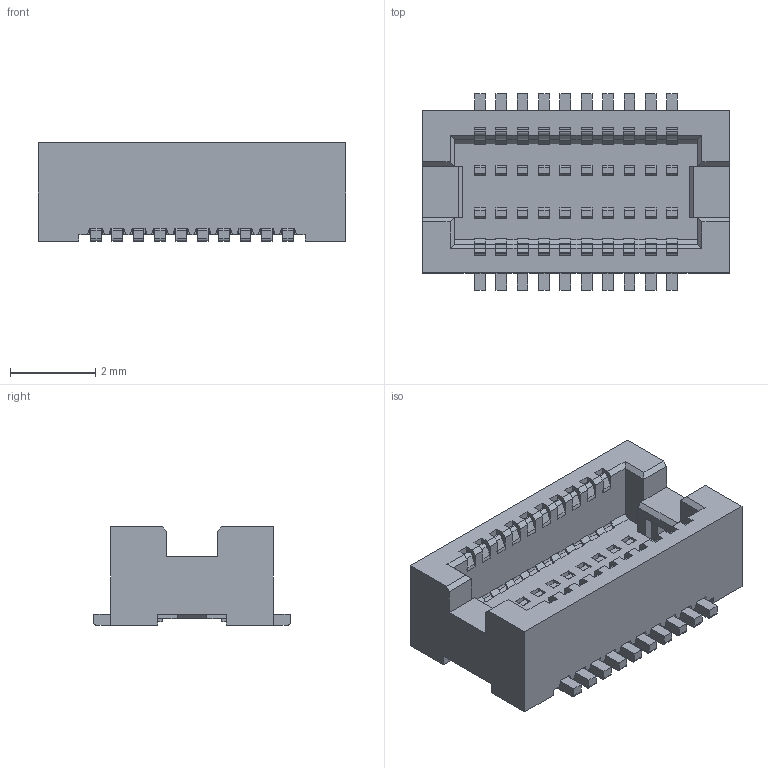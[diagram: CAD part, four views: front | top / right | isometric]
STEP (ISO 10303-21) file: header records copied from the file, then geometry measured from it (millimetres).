
FILE_DESCRIPTION(('Creo Elements/Direct Modeling STEP Export'),'2;1');
FILE_NAME('DF12NC(3.0)-20DP.stp','2020-09-24T19:35:28',(''),(''),'Creo Elements/Direct Modeling STEP processor for AP214 (Solid Model)','Creo Elements/Direct Modeling 19.0F 14-Feb-2017 (C) Parametric Technology GmbH','');
FILE_SCHEMA(('AUTOMOTIVE_DESIGN { 1 0 10303 214 1 1 1 1 }'));
Length unit declared in the file: millimetre
Products named in the file (3): DF12NC_3_0_-20DP_PRT.PRT; DF12NC_3_0_-20DP_STP.ASM; DF12NC_3_0_-20DP.stp
Assembly tree (2 placements, depth 3):
  DF12NC_3_0_-20DP.stp
    DF12NC_3_0_-20DP_STP.ASM
      DF12NC_3_0_-20DP_PRT.PRT
Bounding box: 7.2 x 4.6 x 2.3 mm (x, y, z)
Volume: 36.8 mm3; surface area: 183.4 mm2
Topology: 1 solids, 1 shells, 1086 faces, 3092 edges, 2024 vertices
Faces by surface type: plane 946, cylinder 140
Entity records: 34776 total; most frequent: CARTESIAN_POINT 6205, ORIENTED_EDGE 6184, DIRECTION 5550, EDGE_CURVE 3092, VECTOR 2812, LINE 2812, VERTEX_POINT 2024, AXIS2_PLACEMENT_3D 1369
